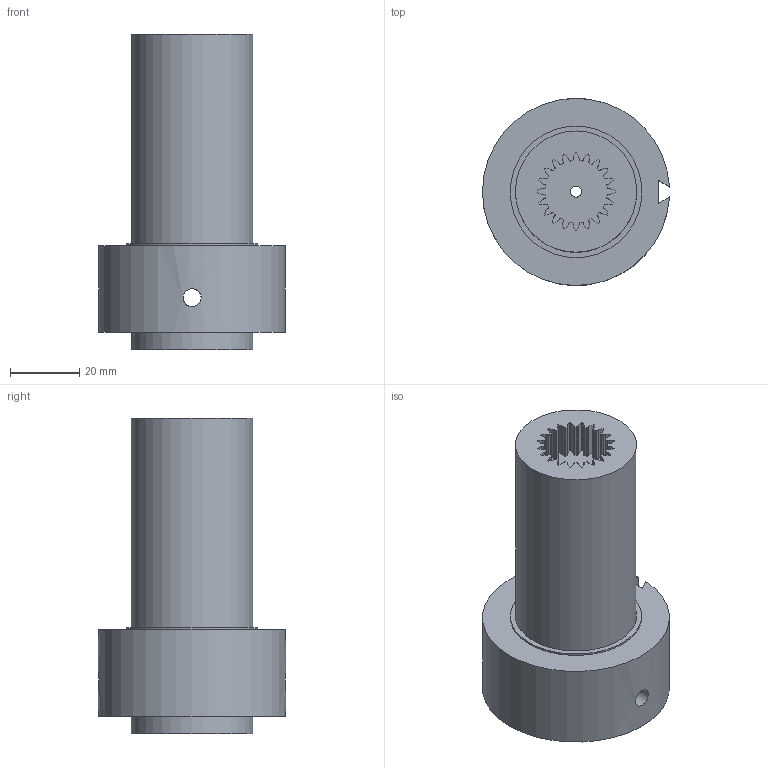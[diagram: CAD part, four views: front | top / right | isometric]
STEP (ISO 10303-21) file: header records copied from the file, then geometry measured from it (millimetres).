
FILE_DESCRIPTION(/* description */ (''),/* implementation_level */ '2;1');
FILE_NAME(/* name */ 'joint4_inner.step',/* time_stamp */ '2025-12-08T19:18:03+01:00',/* author */ (''),/* organization */ (''),/* preprocessor_version */ 'ST-DEVELOPER v20.1',/* originating_system */ 'Autodesk Translation Framework v14.21.0.0',/* authorisation */ '');
FILE_SCHEMA (('AUTOMOTIVE_DESIGN { 1 0 10303 214 3 1 1 }'));
Length unit declared in the file: millimetre
Products named in the file (1): FusionComponent
Bounding box: 53.96 x 54 x 91 mm (x, y, z)
Volume: 86235.8 mm3; surface area: 24104.2 mm2
Topology: 1 solids, 1 shells, 181 faces, 524 edges, 350 vertices
Faces by surface type: bspline 160, plane 14, cylinder 7
Full cylindrical faces by diameter (mm): 3.2 x1, 5.2 x2, 35 x2, 38 x1
Entity records: 6911 total; most frequent: CARTESIAN_POINT 3204, ORIENTED_EDGE 1048, EDGE_CURVE 524, VERTEX_POINT 350, B_SPLINE_CURVE_WITH_KNOTS 324, DIRECTION 256, EDGE_LOOP 192, LINE 188
